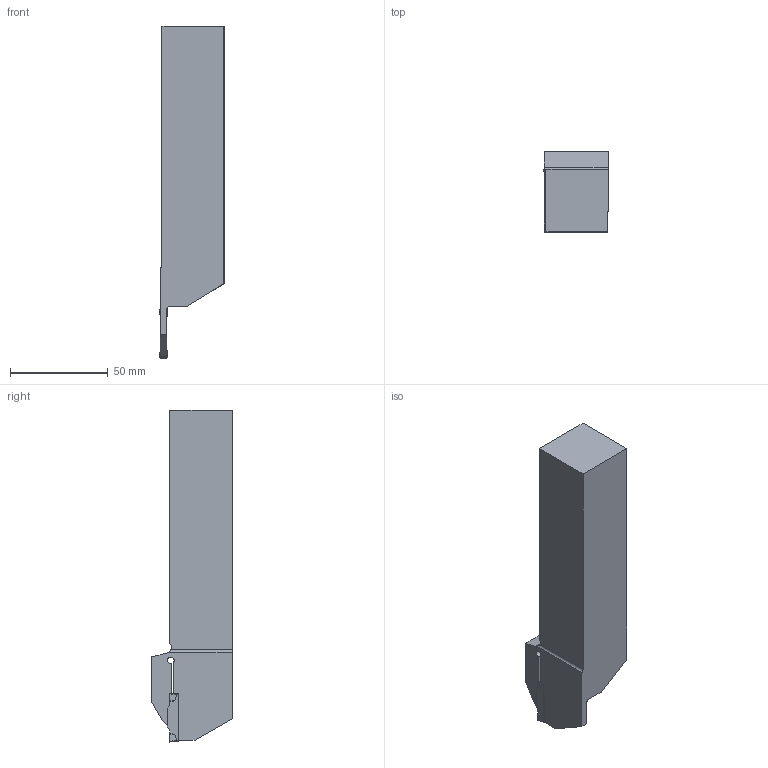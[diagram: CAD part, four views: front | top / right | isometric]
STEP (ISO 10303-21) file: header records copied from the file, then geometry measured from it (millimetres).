
FILE_DESCRIPTION(/* description */ (''),/* implementation_level */ '2;1');
FILE_NAME(/* name */ 'TOOLASSEMBLY_1.STP',/* time_stamp */ '2023-03-22T22:48:31+01:00',/* author */ (''),/* organization */ ('SMS'),/* preprocessor_version */ 'ST-DEVELOPER v16.7',/* originating_system */ 'SIEMENS PLM Software NX 12.0',/* authorisation */ '');
FILE_SCHEMA (('AUTOMOTIVE_DESIGN { 1 0 10303 214 3 1 1 1 }'));
Length unit declared in the file: millimetre
Products named in the file (4): ASSEMBLY_CONSTRUCTION; CUT_20230322224719; NOCUT_20230322224634; TOOLASSEMBLY_1
Assembly tree (3 placements, depth 2):
  TOOLASSEMBLY_1
    NOCUT_20230322224634
    CUT_20230322224719
    ASSEMBLY_CONSTRUCTION
Bounding box: 33.04 x 41.1 x 170 mm (x, y, z)
Volume: 148877.3 mm3; surface area: 23687.5 mm2
Topology: 2 solids, 2 shells, 61 faces, 171 edges, 119 vertices
Faces by surface type: plane 48, cylinder 9, extrusion 4
Entity records: 3055 total; most frequent: CARTESIAN_POINT 1316, ORIENTED_EDGE 338, DIRECTION 319, EDGE_CURVE 169, VECTOR 143, LINE 139, VERTEX_POINT 112, AXIS2_PLACEMENT_3D 88
